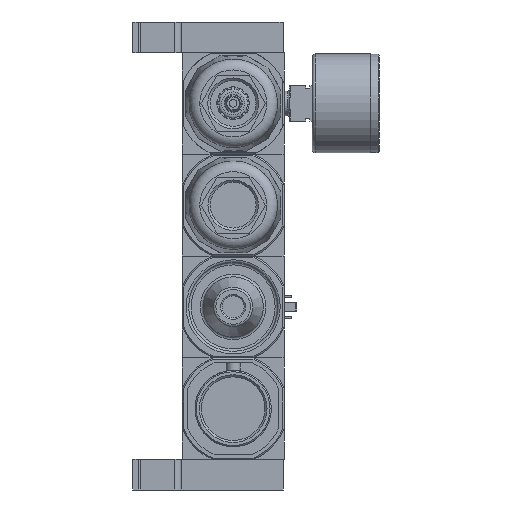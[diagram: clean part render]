
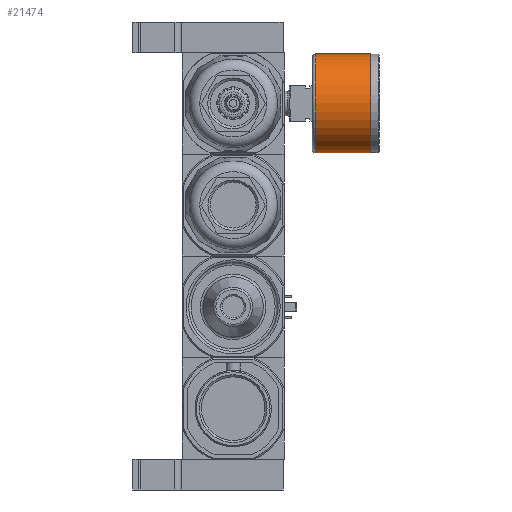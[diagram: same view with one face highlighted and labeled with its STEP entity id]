
A CAD part, front view. The second image highlights one B-rep face of the part: STEP entity #21474.
In plain terms, the highlighted cylindrical face has radius 19.5 mm (diameter 39 mm), a full revolution.
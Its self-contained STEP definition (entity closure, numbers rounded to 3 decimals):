
#842=CYLINDRICAL_SURFACE('',#30212,19.5);
#1666=CIRCLE('',#30211,19.5);
#1667=CIRCLE('',#30213,19.5);
#4696=ORIENTED_EDGE('',*,*,#9783,.F.);
#4697=ORIENTED_EDGE('',*,*,#9784,.T.);
#9783=EDGE_CURVE('',#12547,#12547,#1666,.T.);
#9784=EDGE_CURVE('',#12548,#12548,#1667,.T.);
#12547=VERTEX_POINT('',#41312);
#12548=VERTEX_POINT('',#41315);
#17510=EDGE_LOOP('',(#4696));
#17511=EDGE_LOOP('',(#4697));
#19217=FACE_BOUND('',#17510,.T.);
#19218=FACE_BOUND('',#17511,.T.);
#21474=ADVANCED_FACE('',(#19217,#19218),#842,.T.);
#30211=AXIS2_PLACEMENT_3D('',#41311,#34241,#34242);
#30212=AXIS2_PLACEMENT_3D('',#41313,#34243,#34244);
#30213=AXIS2_PLACEMENT_3D('',#41314,#34245,#34246);
#34241=DIRECTION('',(1.,0.,0.));
#34242=DIRECTION('',(0.,0.,-1.));
#34243=DIRECTION('',(1.,0.,0.));
#34244=DIRECTION('',(0.,0.,-1.));
#34245=DIRECTION('',(1.,0.,0.));
#34246=DIRECTION('',(0.,0.,-1.));
#41311=CARTESIAN_POINT('',(-3.2,0.,0.));
#41312=CARTESIAN_POINT('',(-3.2,0.,-19.5));
#41313=CARTESIAN_POINT('',(0.,0.,0.));
#41314=CARTESIAN_POINT('',(-24.85,0.,0.));
#41315=CARTESIAN_POINT('',(-24.85,0.,-19.5));
